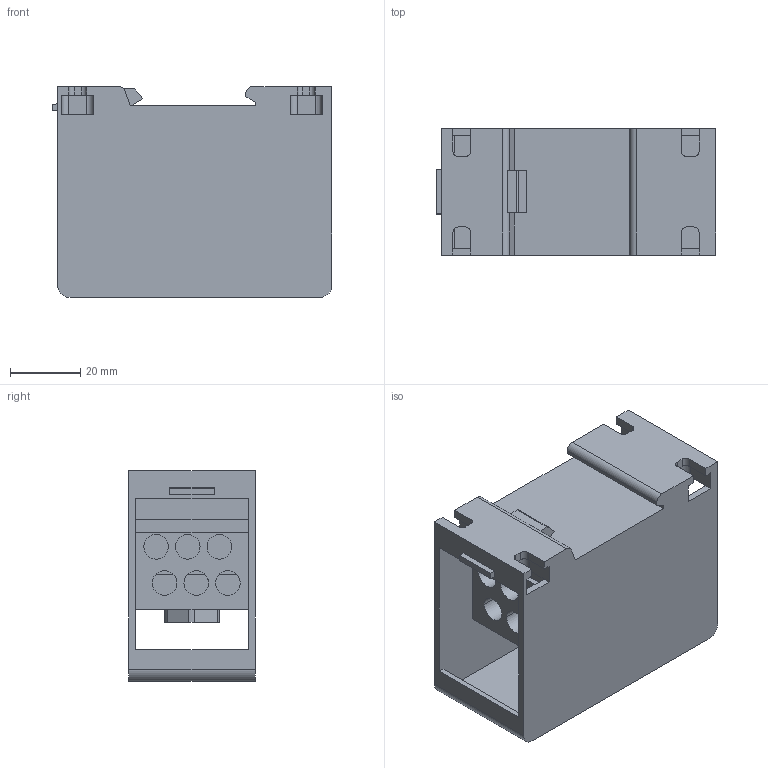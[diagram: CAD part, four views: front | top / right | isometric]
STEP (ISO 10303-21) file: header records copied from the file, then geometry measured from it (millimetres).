
FILE_DESCRIPTION((''),'2;1');
FILE_NAME('UJFX1-95B_6_16','2023-04-12T',('ASUS'),(''),'PRO/ENGINEER BY PARAMETRIC TECHNOLOGY CORPORATION, 2013230','PRO/ENGINEER BY PARAMETRIC TECHNOLOGY CORPORATION, 2013230','');
FILE_SCHEMA(('CONFIG_CONTROL_DESIGN'));
Length unit declared in the file: millimetre
Products named in the file (1): UJFX1-95B_6_16
Bounding box: 79.61 x 36 x 60 mm (x, y, z)
Volume: 74168.2 mm3; surface area: 33176.2 mm2
Topology: 1 solids, 2 shells, 140 faces, 413 edges, 272 vertices
Faces by surface type: plane 95, cylinder 45
Entity records: 4743 total; most frequent: ORIENTED_EDGE 826, CARTESIAN_POINT 825, DIRECTION 795, EDGE_CURVE 413, VECTOR 311, LINE 311, VERTEX_POINT 272, AXIS2_PLACEMENT_3D 242
